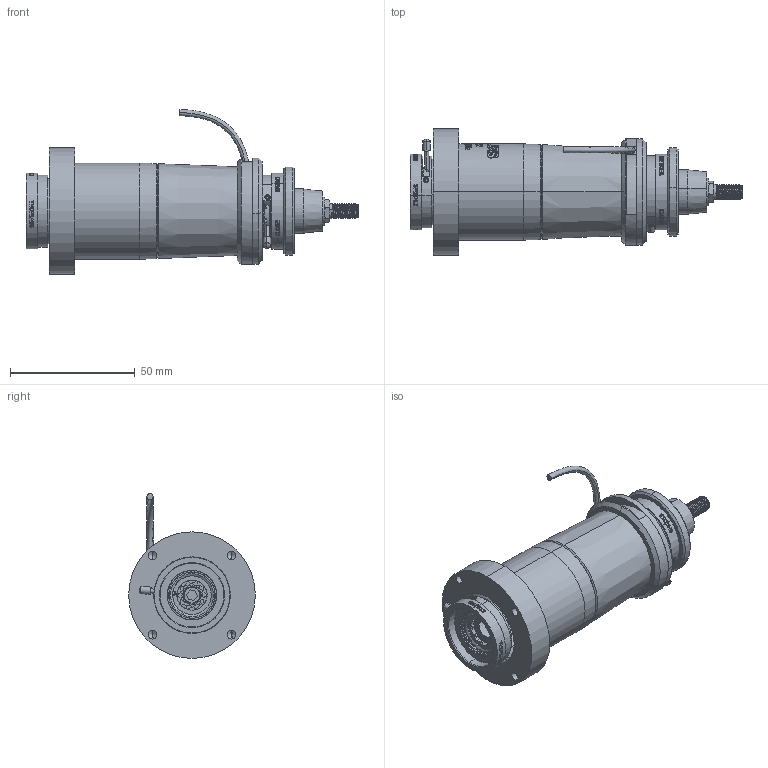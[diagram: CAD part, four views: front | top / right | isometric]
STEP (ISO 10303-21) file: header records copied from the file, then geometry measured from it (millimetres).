
FILE_DESCRIPTION (( 'STEP AP214' ), '1' );
FILE_NAME ('STN050698-E0W.STEP', '2017-05-02T10:48:32', ( '' ), ( '' ), 'SwSTEP 2.0', 'SolidWorks 2016', '' );
FILE_SCHEMA (( 'AUTOMOTIVE_DESIGN' ));
Length unit declared in the file: millimetre
Products named in the file (11): O-RING-123; SA210-16-CT; SW3dPS-sma bulkhead straight jack; SW3dPS-SMA Washer; SM05PD1A-Diode Cover; Kabel b鐱d; SM1D12; SA200-9-CT; SA200-3-CT; SA200-1-CT_SA30-52; STN050698-E0W
Assembly tree (11 placements, depth 2):
  STN050698-E0W
    SA200-1-CT_SA30-52
    SA200-3-CT
    SA200-9-CT
    SM1D12  x2
    Kabel b鐱d
    SM05PD1A-Diode Cover
    SW3dPS-SMA Washer
    SW3dPS-sma bulkhead straight jack
    SA210-16-CT
    O-RING-123
Bounding box: 133.21 x 50.8 x 66.16 mm (x, y, z)
Volume: 54432.2 mm3; surface area: 45769.1 mm2
Topology: 41 solids, 41 shells, 1534 faces, 4076 edges, 2775 vertices
Faces by surface type: plane 609, cylinder 511, bspline 285, cone 113, torus 12, sphere 4
Entity records: 55190 total; most frequent: CARTESIAN_POINT 24267, ORIENTED_EDGE 4922, DIRECTION 4153, EDGE_CURVE 2461, VERTEX_POINT 1721, AXIS2_PLACEMENT_3D 1660, EDGE_LOOP 1068, ADVANCED_FACE 903
